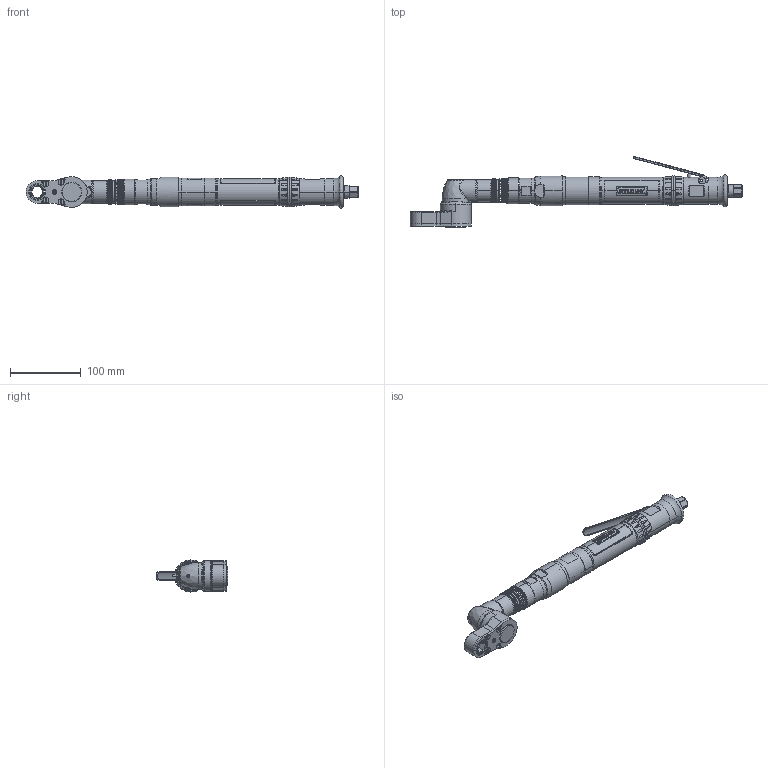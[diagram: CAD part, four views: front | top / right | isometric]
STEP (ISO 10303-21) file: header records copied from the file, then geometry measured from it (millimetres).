
FILE_DESCRIPTION((''),'2;1');
FILE_NAME('AA33LC66-40','2010-09-27T',('EJF1116'),(''),'PRO/ENGINEER BY PARAMETRIC TECHNOLOGY CORPORATION, 2005030','PRO/ENGINEER BY PARAMETRIC TECHNOLOGY CORPORATION, 2005030','');
FILE_SCHEMA(('CONFIG_CONTROL_DESIGN'));
Length unit declared in the file: inch
Products named in the file (1): AA33LC66-40
Bounding box: 470.04 x 101.17 x 45.42 mm (x, y, z)
Surface area: 76113.7 mm2 (no closed solid volume)
Topology: 0 solids, 96 shells, 664 faces, 3191 edges, 2512 vertices
Faces by surface type: cylinder 216, plane 198, cone 145, torus 83, bspline 22
Entity records: 36001 total; most frequent: CARTESIAN_POINT 13528, ORIENTED_EDGE 4234, DIRECTION 4053, EDGE_CURVE 3191, VERTEX_POINT 2512, AXIS2_PLACEMENT_3D 1616, B_SPLINE_CURVE_WITH_KNOTS 1396, CIRCLE 974
